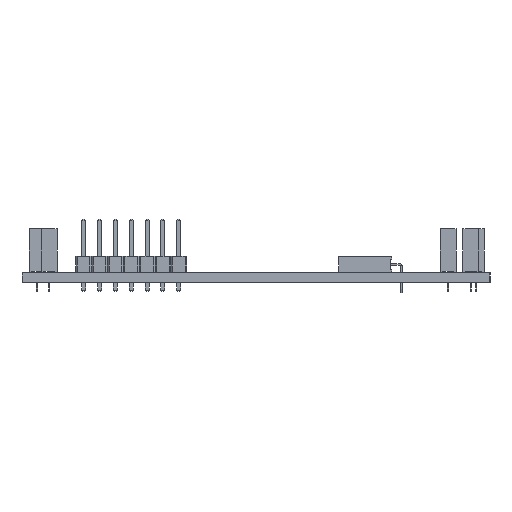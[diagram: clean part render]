
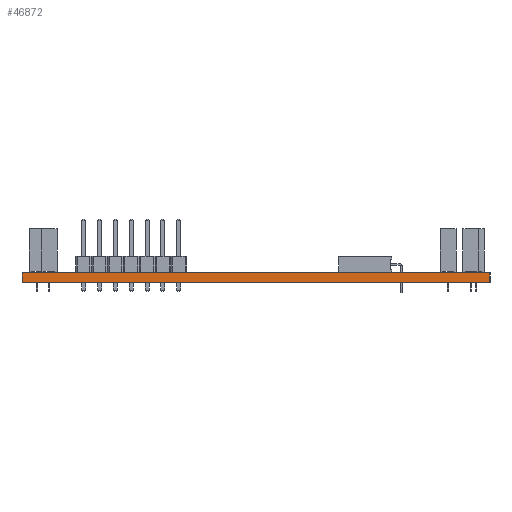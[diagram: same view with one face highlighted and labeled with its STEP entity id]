
A CAD part, left-side view. The second image highlights one B-rep face of the part: STEP entity #46872.
In plain terms, the highlighted planar face has unit normal (-1, 0, 0).
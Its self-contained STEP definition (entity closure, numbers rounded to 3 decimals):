
#46816 = VERTEX_POINT('',#46817);
#46817 = CARTESIAN_POINT('',(29.718,-94.361,1.6));
#46823 = EDGE_CURVE('',#46824,#46816,#46826,.T.);
#46824 = VERTEX_POINT('',#46825);
#46825 = CARTESIAN_POINT('',(29.718,-94.361,0.));
#46826 = LINE('',#46827,#46828);
#46827 = CARTESIAN_POINT('',(29.718,-94.361,0.));
#46828 = VECTOR('',#46829,1.);
#46829 = DIRECTION('',(0.,0.,1.));
#46872 = ADVANCED_FACE('',(#46873),#46898,.T.);
#46873 = FACE_BOUND('',#46874,.T.);
#46874 = EDGE_LOOP('',(#46875,#46876,#46884,#46892));
#46875 = ORIENTED_EDGE('',*,*,#46823,.T.);
#46876 = ORIENTED_EDGE('',*,*,#46877,.T.);
#46877 = EDGE_CURVE('',#46816,#46878,#46880,.T.);
#46878 = VERTEX_POINT('',#46879);
#46879 = CARTESIAN_POINT('',(29.718,-19.431,1.6));
#46880 = LINE('',#46881,#46882);
#46881 = CARTESIAN_POINT('',(29.718,-94.361,1.6));
#46882 = VECTOR('',#46883,1.);
#46883 = DIRECTION('',(0.,1.,0.));
#46884 = ORIENTED_EDGE('',*,*,#46885,.F.);
#46885 = EDGE_CURVE('',#46886,#46878,#46888,.T.);
#46886 = VERTEX_POINT('',#46887);
#46887 = CARTESIAN_POINT('',(29.718,-19.431,0.));
#46888 = LINE('',#46889,#46890);
#46889 = CARTESIAN_POINT('',(29.718,-19.431,0.));
#46890 = VECTOR('',#46891,1.);
#46891 = DIRECTION('',(0.,0.,1.));
#46892 = ORIENTED_EDGE('',*,*,#46893,.F.);
#46893 = EDGE_CURVE('',#46824,#46886,#46894,.T.);
#46894 = LINE('',#46895,#46896);
#46895 = CARTESIAN_POINT('',(29.718,-94.361,0.));
#46896 = VECTOR('',#46897,1.);
#46897 = DIRECTION('',(0.,1.,0.));
#46898 = PLANE('',#46899);
#46899 = AXIS2_PLACEMENT_3D('',#46900,#46901,#46902);
#46900 = CARTESIAN_POINT('',(29.718,-94.361,0.));
#46901 = DIRECTION('',(-1.,0.,0.));
#46902 = DIRECTION('',(0.,1.,0.));
